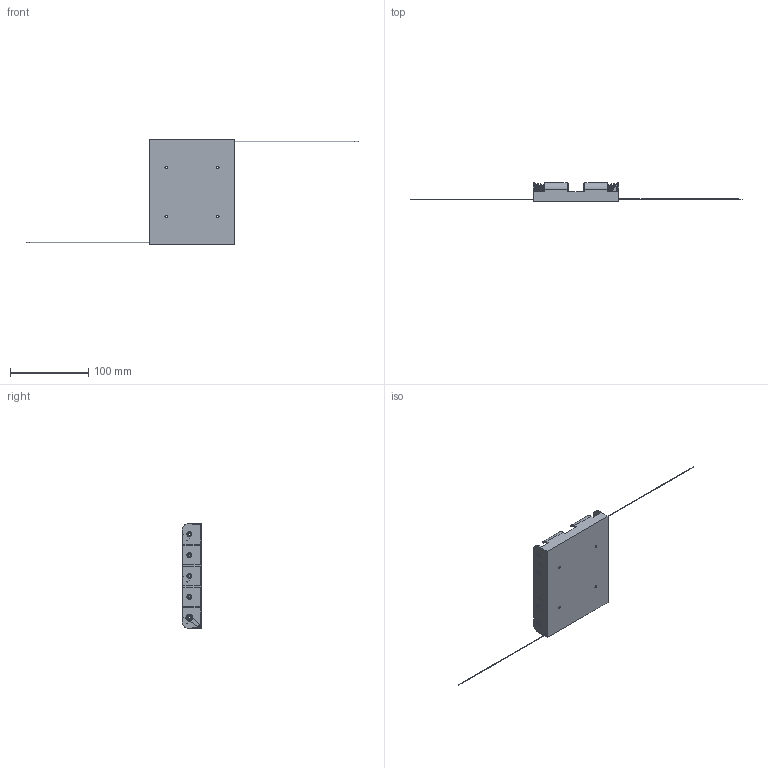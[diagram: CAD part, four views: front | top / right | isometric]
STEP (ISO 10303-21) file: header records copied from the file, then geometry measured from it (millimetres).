
FILE_DESCRIPTION (( 'STEP AP214' ), '1' );
FILE_NAME ('BH210CW.STEP', '2019-12-03T12:24:51', ( '' ), ( '' ), 'SwSTEP 2.0', 'SolidWorks 2017', '' );
FILE_SCHEMA (( 'AUTOMOTIVE_DESIGN' ));
Length unit declared in the file: inch
Products named in the file (1): BH210CW
Bounding box: 424.78 x 24.49 x 134.98 mm (x, y, z)
Volume: 49367.7 mm3; surface area: 65626.6 mm2
Topology: 15 solids, 15 shells, 490 faces, 1147 edges, 707 vertices
Faces by surface type: cylinder 199, plane 171, torus 94, bspline 26
Entity records: 24792 total; most frequent: CARTESIAN_POINT 13029, DIRECTION 2594, ORIENTED_EDGE 2294, EDGE_CURVE 1147, AXIS2_PLACEMENT_3D 1066, VERTEX_POINT 707, CIRCLE 601, EDGE_LOOP 570
